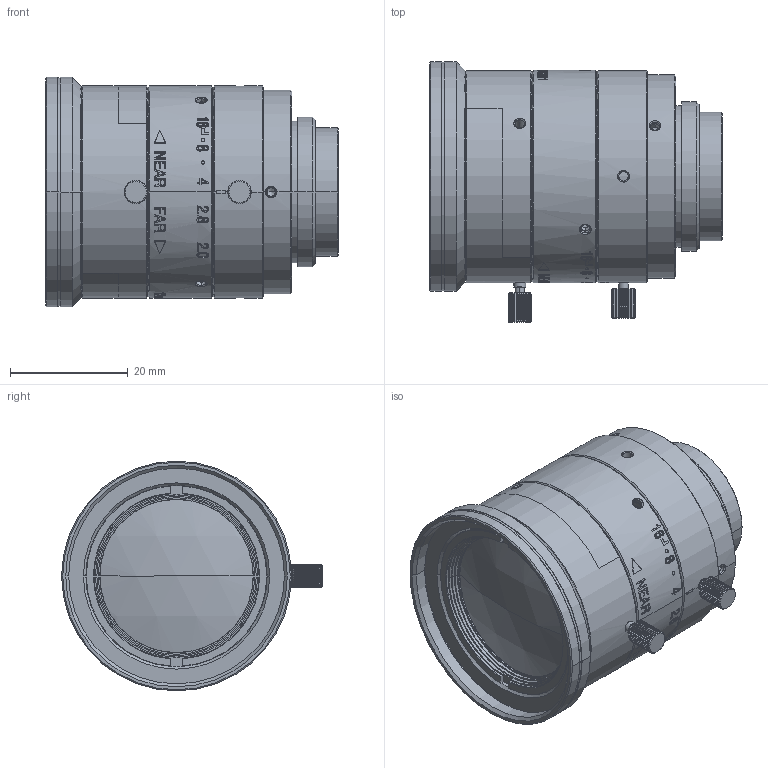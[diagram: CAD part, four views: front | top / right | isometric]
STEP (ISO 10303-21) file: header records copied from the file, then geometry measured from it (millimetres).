
FILE_DESCRIPTION (( 'STEP AP203' ), '1' );
FILE_NAME ('600131.step', '2025-04-14T08:41:44', ( 'MSI' ), ( '' ), 'SwSTEP 2.0', 'SolidWorks 2020', '' );
FILE_SCHEMA (( 'CONFIG_CONTROL_DESIGN' ));
Length unit declared in the file: millimetre
Products named in the file (1): 600131
Bounding box: 49.68 x 44.25 x 39 mm (x, y, z)
Surface area: 26810.9 mm2 (no closed solid volume)
Topology: 0 solids, 37 shells, 2139 faces, 5387 edges, 3368 vertices
Faces by surface type: plane 799, bspline 557, cylinder 453, cone 302, torus 16, sphere 12
Entity records: 95311 total; most frequent: CARTESIAN_POINT 51203, ORIENTED_EDGE 10648, DIRECTION 6472, EDGE_CURVE 5353, VERTEX_POINT 3368, B_SPLINE_CURVE_WITH_KNOTS 3083, AXIS2_PLACEMENT_3D 2619, EDGE_LOOP 2323
